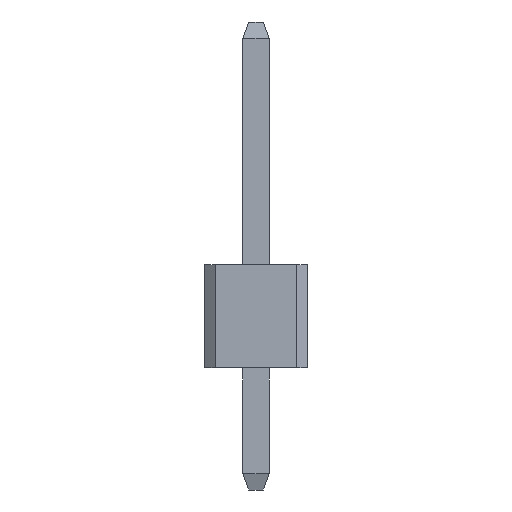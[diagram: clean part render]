
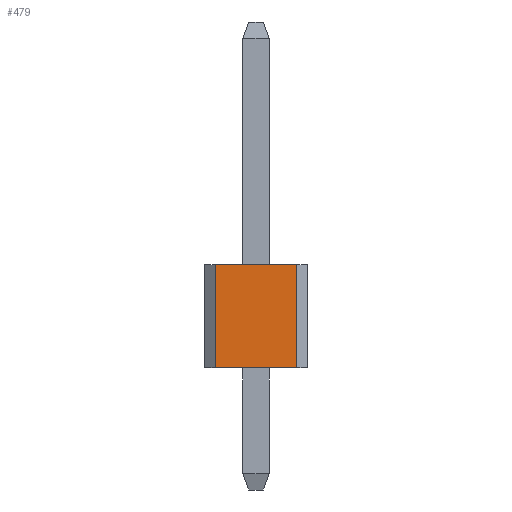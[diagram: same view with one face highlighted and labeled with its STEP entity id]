
A CAD part, front view. The second image highlights one B-rep face of the part: STEP entity #479.
In plain terms, the highlighted planar face has unit normal (0, -1, 0).
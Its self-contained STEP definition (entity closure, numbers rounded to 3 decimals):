
#113 = PLANE ( 'NONE',  #594 ) ;
#216 = VECTOR ( 'NONE', #908, 1000. ) ;
#285 = LINE ( 'NONE', #1435, #817 ) ;
#288 = ORIENTED_EDGE ( 'NONE', *, *, #298, .T. ) ;
#298 = EDGE_CURVE ( 'NONE', #950, #1214, #285, .T. ) ;
#313 = DIRECTION ( 'NONE',  ( -1., 0., 0. ) ) ;
#343 = CARTESIAN_POINT ( 'NONE',  ( 1., -1.27, 5.54 ) ) ;
#353 = CARTESIAN_POINT ( 'NONE',  ( -1., -1.27, 5.54 ) ) ;
#367 = ORIENTED_EDGE ( 'NONE', *, *, #456, .F. ) ;
#389 = EDGE_CURVE ( 'NONE', #1437, #1194, #444, .T. ) ;
#415 = EDGE_LOOP ( 'NONE', ( #367, #990, #1311, #288 ) ) ;
#424 = DIRECTION ( 'NONE',  ( 0., 0., -1. ) ) ;
#444 = LINE ( 'NONE', #1102, #216 ) ;
#456 = EDGE_CURVE ( 'NONE', #1194, #1214, #760, .T. ) ;
#479 = ADVANCED_FACE ( 'NONE', ( #678 ), #113, .T. ) ;
#552 = CARTESIAN_POINT ( 'NONE',  ( 1., -1.27, 3. ) ) ;
#567 = DIRECTION ( 'NONE',  ( 0., -1., 0. ) ) ;
#594 = AXIS2_PLACEMENT_3D ( 'NONE', #1087, #567, #424 ) ;
#678 = FACE_OUTER_BOUND ( 'NONE', #415, .T. ) ;
#760 = LINE ( 'NONE', #1209, #1382 ) ;
#797 = DIRECTION ( 'NONE',  ( -1., 0., 0. ) ) ;
#817 = VECTOR ( 'NONE', #972, 1000. ) ;
#908 = DIRECTION ( 'NONE',  ( 0., 0., -1. ) ) ;
#924 = EDGE_CURVE ( 'NONE', #1437, #950, #1023, .T. ) ;
#950 = VERTEX_POINT ( 'NONE', #1263 ) ;
#972 = DIRECTION ( 'NONE',  ( 0., 0., -1. ) ) ;
#984 = VECTOR ( 'NONE', #797, 1000. ) ;
#990 = ORIENTED_EDGE ( 'NONE', *, *, #389, .F. ) ;
#1023 = LINE ( 'NONE', #353, #984 ) ;
#1087 = CARTESIAN_POINT ( 'NONE',  ( -1., -1.27, 5.54 ) ) ;
#1102 = CARTESIAN_POINT ( 'NONE',  ( 1., -1.27, 5.54 ) ) ;
#1194 = VERTEX_POINT ( 'NONE', #552 ) ;
#1209 = CARTESIAN_POINT ( 'NONE',  ( -1., -1.27, 3. ) ) ;
#1214 = VERTEX_POINT ( 'NONE', #1246 ) ;
#1246 = CARTESIAN_POINT ( 'NONE',  ( -1., -1.27, 3. ) ) ;
#1263 = CARTESIAN_POINT ( 'NONE',  ( -1., -1.27, 5.54 ) ) ;
#1311 = ORIENTED_EDGE ( 'NONE', *, *, #924, .T. ) ;
#1382 = VECTOR ( 'NONE', #313, 1000. ) ;
#1435 = CARTESIAN_POINT ( 'NONE',  ( -1., -1.27, 5.54 ) ) ;
#1437 = VERTEX_POINT ( 'NONE', #343 ) ;
